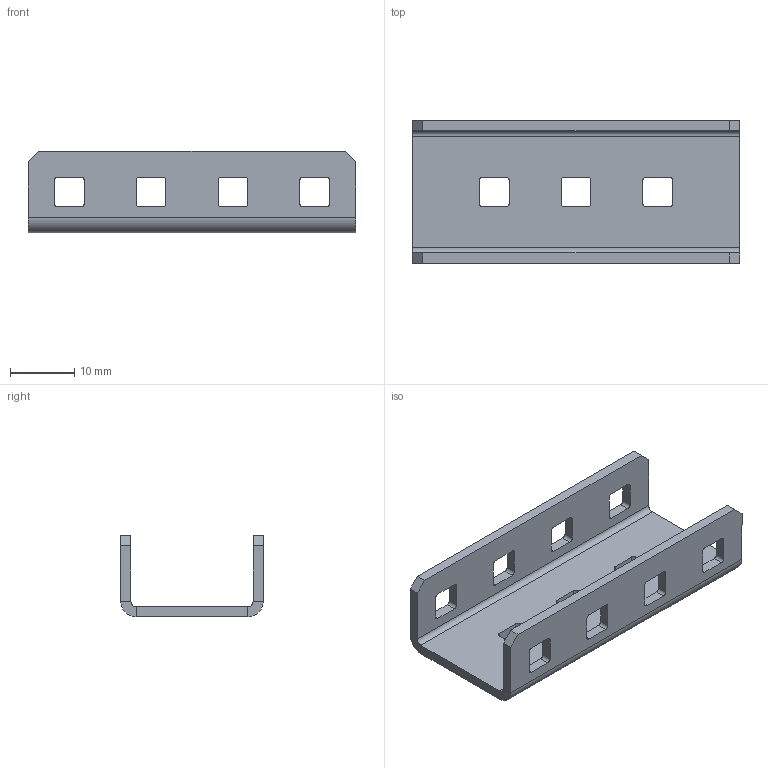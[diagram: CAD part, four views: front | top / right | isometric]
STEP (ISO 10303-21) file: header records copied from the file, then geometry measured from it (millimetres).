
FILE_DESCRIPTION(/* description */ ('STEP AP203'),/* implementation_level */ '2;1');
FILE_NAME(/* name */ 'C-Channel-CouplerC-Channel_Coupler_Gusset_276-2575.ipt.step',/* time_stamp */ '2020-04-16T23:03:37-04:00',/* author */ (''),/* organization */ (''),/* preprocessor_version */ 'ST-DEVELOPER v17',/* originating_system */ 'Autodesk Inventor 2019',/* authorisation */ '');
FILE_SCHEMA (('AUTOMOTIVE_DESIGN { 1 0 10303 214 3 1 1 }'));
Length unit declared in the file: inch
Products named in the file (1): C-Channel-CouplerC-Channel_Coupler_Gusset_276-2575
Bounding box: 50.8 x 22.1 x 12.7 mm (x, y, z)
Volume: 3063.3 mm3; surface area: 4485 mm2
Topology: 1 solids, 1 shells, 114 faces, 337 edges, 231 vertices
Faces by surface type: plane 66, cylinder 48
Entity records: 3866 total; most frequent: DIRECTION 668, CARTESIAN_POINT 666, ORIENTED_EDGE 640, EDGE_CURVE 320, LINE 224, VECTOR 224, AXIS2_PLACEMENT_3D 222, VERTEX_POINT 208
